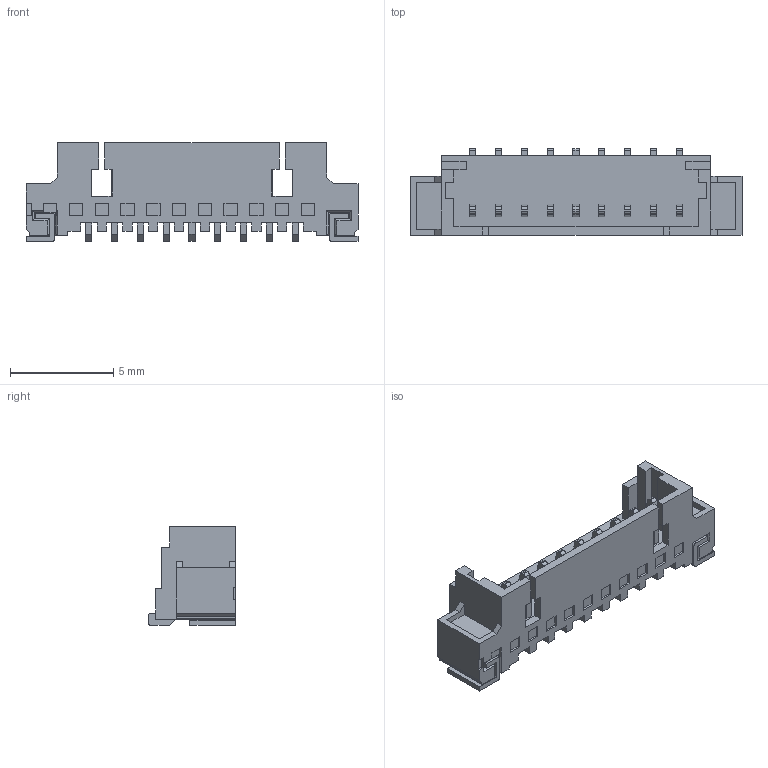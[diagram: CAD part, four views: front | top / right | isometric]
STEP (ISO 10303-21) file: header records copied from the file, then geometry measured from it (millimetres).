
FILE_DESCRIPTION (( 'STEP AP214' ), '1' );
FILE_NAME ('CONN-SMD_9P-P1.25_HDGC_1.25-C-9PB.step', '2022-07-29T14:50:40', ( '' ), ( '' ), 'SwSTEP 2.0', 'SolidWorks 2020', '' );
FILE_SCHEMA (( 'AUTOMOTIVE_DESIGN' ));
Length unit declared in the file: millimetre
Products named in the file (1): CONN-SMD_9P-P1.25_HDGC_1.25-C-9PB
Bounding box: 16.1 x 4.2 x 4.8 mm (x, y, z)
Volume: 109.3 mm3; surface area: 466.9 mm2
Topology: 16 solids, 16 shells, 694 faces, 1862 edges, 1235 vertices
Faces by surface type: plane 536, bspline 112, cylinder 46
Entity records: 29798 total; most frequent: CARTESIAN_POINT 5896, ORIENTED_EDGE 3724, DIRECTION 2892, EDGE_CURVE 1862, LINE 1542, VECTOR 1542, VERTEX_POINT 1235, EDGE_LOOP 741
